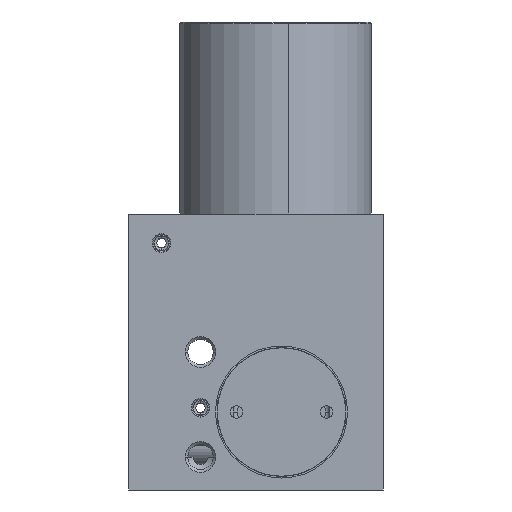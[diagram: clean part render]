
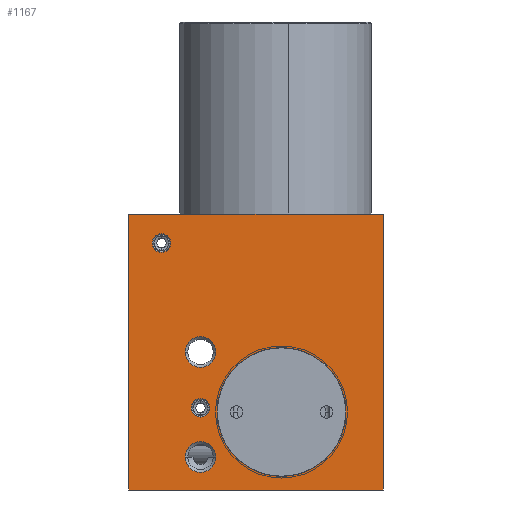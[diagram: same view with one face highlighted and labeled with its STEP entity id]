
A CAD part, left-side view. The second image highlights one B-rep face of the part: STEP entity #1167.
In plain terms, the highlighted planar face has unit normal (-1, 0, 0).
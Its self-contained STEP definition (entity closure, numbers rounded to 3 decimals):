
#1=DIRECTION('',(0.,0.,-1.));
#2=VECTOR('',#1,46.);
#3=CARTESIAN_POINT('',(-53.,0.,23.));
#4=LINE('',#3,#2);
#77=DIRECTION('',(0.,1.,0.));
#78=VECTOR('',#77,42.5);
#79=CARTESIAN_POINT('',(-53.,-42.5,-23.));
#80=LINE('',#79,#78);
#81=CARTESIAN_POINT('',(-53.,-25.5,-10.));
#82=DIRECTION('',(-1.,0.,0.));
#83=DIRECTION('',(0.,-1.,0.));
#84=AXIS2_PLACEMENT_3D('',#81,#82,#83);
#86=CARTESIAN_POINT('',(-53.,-25.5,-10.));
#87=DIRECTION('',(-1.,0.,0.));
#88=DIRECTION('',(0.,1.,0.));
#89=AXIS2_PLACEMENT_3D('',#86,#87,#88);
#91=CARTESIAN_POINT('',(-53.,-12.,-17.5));
#92=DIRECTION('',(-1.,0.,0.));
#93=DIRECTION('',(0.,1.,0.));
#94=AXIS2_PLACEMENT_3D('',#91,#92,#93);
#96=CARTESIAN_POINT('',(-53.,-12.,-17.5));
#97=DIRECTION('',(-1.,0.,0.));
#98=DIRECTION('',(0.,-1.,0.));
#99=AXIS2_PLACEMENT_3D('',#96,#97,#98);
#101=CARTESIAN_POINT('',(-53.,-12.,-9.3));
#102=DIRECTION('',(-1.,0.,0.));
#103=DIRECTION('',(0.,1.,0.));
#104=AXIS2_PLACEMENT_3D('',#101,#102,#103);
#106=CARTESIAN_POINT('',(-53.,-12.,-9.3));
#107=DIRECTION('',(-1.,0.,0.));
#108=DIRECTION('',(0.,-1.,0.));
#109=AXIS2_PLACEMENT_3D('',#106,#107,#108);
#111=CARTESIAN_POINT('',(-53.,-12.,0.));
#112=DIRECTION('',(-1.,0.,0.));
#113=DIRECTION('',(0.,1.,0.));
#114=AXIS2_PLACEMENT_3D('',#111,#112,#113);
#116=CARTESIAN_POINT('',(-53.,-12.,0.));
#117=DIRECTION('',(-1.,0.,0.));
#118=DIRECTION('',(0.,-1.,0.));
#119=AXIS2_PLACEMENT_3D('',#116,#117,#118);
#121=CARTESIAN_POINT('',(-53.,-5.5,18.15));
#122=DIRECTION('',(-1.,0.,0.));
#123=DIRECTION('',(0.,1.,0.));
#124=AXIS2_PLACEMENT_3D('',#121,#122,#123);
#126=CARTESIAN_POINT('',(-53.,-5.5,18.15));
#127=DIRECTION('',(-1.,0.,0.));
#128=DIRECTION('',(0.,-1.,0.));
#129=AXIS2_PLACEMENT_3D('',#126,#127,#128);
#131=DIRECTION('',(0.,1.,0.));
#132=VECTOR('',#131,42.5);
#133=CARTESIAN_POINT('',(-53.,-42.5,23.));
#134=LINE('',#133,#132);
#299=DIRECTION('',(0.,0.,-1.));
#300=VECTOR('',#299,46.);
#301=CARTESIAN_POINT('',(-53.,-42.5,23.));
#302=LINE('',#301,#300);
#831=CARTESIAN_POINT('',(-53.,0.,23.));
#832=CARTESIAN_POINT('',(-53.,0.,-23.));
#833=VERTEX_POINT('',#831);
#834=VERTEX_POINT('',#832);
#839=CARTESIAN_POINT('',(-53.,-42.5,23.));
#840=CARTESIAN_POINT('',(-53.,-42.5,-23.));
#841=VERTEX_POINT('',#839);
#842=VERTEX_POINT('',#840);
#891=CARTESIAN_POINT('',(-53.,-14.75,-10.));
#892=CARTESIAN_POINT('',(-53.,-36.25,-10.));
#893=VERTEX_POINT('',#891);
#894=VERTEX_POINT('',#892);
#929=CARTESIAN_POINT('',(-53.,-9.45,-17.5));
#930=VERTEX_POINT('',#929);
#933=CARTESIAN_POINT('',(-53.,-14.55,-17.5));
#934=VERTEX_POINT('',#933);
#980=CARTESIAN_POINT('',(-53.,-10.45,-9.3));
#982=VERTEX_POINT('',#980);
#984=CARTESIAN_POINT('',(-53.,-13.55,-9.3));
#986=VERTEX_POINT('',#984);
#1003=CARTESIAN_POINT('',(-53.,-9.45,0.));
#1004=VERTEX_POINT('',#1003);
#1005=CARTESIAN_POINT('',(-53.,-14.55,0.));
#1006=VERTEX_POINT('',#1005);
#1007=CARTESIAN_POINT('',(-53.,-3.95,18.15));
#1008=CARTESIAN_POINT('',(-53.,-7.05,18.15));
#1009=VERTEX_POINT('',#1007);
#1010=VERTEX_POINT('',#1008);
#1123=CARTESIAN_POINT('',(-53.,0.,-23.));
#1124=DIRECTION('',(-1.,0.,0.));
#1125=DIRECTION('',(0.,0.,1.));
#1126=AXIS2_PLACEMENT_3D('',#1123,#1124,#1125);
#1127=PLANE('',#1126);
#1128=ORIENTED_EDGE('',*,*,#1076,.F.);
#1130=ORIENTED_EDGE('',*,*,#1129,.F.);
#1132=ORIENTED_EDGE('',*,*,#1131,.T.);
#1134=ORIENTED_EDGE('',*,*,#1133,.T.);
#1135=EDGE_LOOP('',(#1128,#1130,#1132,#1134));
#1136=FACE_OUTER_BOUND('',#1135,.F.);
#1138=ORIENTED_EDGE('',*,*,#1137,.T.);
#1140=ORIENTED_EDGE('',*,*,#1139,.T.);
#1141=EDGE_LOOP('',(#1138,#1140));
#1142=FACE_BOUND('',#1141,.F.);
#1144=ORIENTED_EDGE('',*,*,#1143,.T.);
#1146=ORIENTED_EDGE('',*,*,#1145,.T.);
#1147=EDGE_LOOP('',(#1144,#1146));
#1148=FACE_BOUND('',#1147,.F.);
#1150=ORIENTED_EDGE('',*,*,#1149,.T.);
#1152=ORIENTED_EDGE('',*,*,#1151,.T.);
#1153=EDGE_LOOP('',(#1150,#1152));
#1154=FACE_BOUND('',#1153,.F.);
#1156=ORIENTED_EDGE('',*,*,#1155,.T.);
#1158=ORIENTED_EDGE('',*,*,#1157,.T.);
#1159=EDGE_LOOP('',(#1156,#1158));
#1160=FACE_BOUND('',#1159,.F.);
#1162=ORIENTED_EDGE('',*,*,#1161,.T.);
#1164=ORIENTED_EDGE('',*,*,#1163,.T.);
#1165=EDGE_LOOP('',(#1162,#1164));
#1166=FACE_BOUND('',#1165,.F.);
#85=CIRCLE('',#84,10.75);
#90=CIRCLE('',#89,10.75);
#95=CIRCLE('',#94,2.55);
#100=CIRCLE('',#99,2.55);
#105=CIRCLE('',#104,1.55);
#110=CIRCLE('',#109,1.55);
#115=CIRCLE('',#114,2.55);
#120=CIRCLE('',#119,2.55);
#125=CIRCLE('',#124,1.55);
#130=CIRCLE('',#129,1.55);
#1076=EDGE_CURVE('',#833,#834,#4,.T.);
#1129=EDGE_CURVE('',#841,#833,#134,.T.);
#1131=EDGE_CURVE('',#841,#842,#302,.T.);
#1133=EDGE_CURVE('',#842,#834,#80,.T.);
#1137=EDGE_CURVE('',#894,#893,#85,.T.);
#1139=EDGE_CURVE('',#893,#894,#90,.T.);
#1143=EDGE_CURVE('',#930,#934,#95,.T.);
#1145=EDGE_CURVE('',#934,#930,#100,.T.);
#1149=EDGE_CURVE('',#982,#986,#105,.T.);
#1151=EDGE_CURVE('',#986,#982,#110,.T.);
#1155=EDGE_CURVE('',#1004,#1006,#115,.T.);
#1157=EDGE_CURVE('',#1006,#1004,#120,.T.);
#1161=EDGE_CURVE('',#1009,#1010,#125,.T.);
#1163=EDGE_CURVE('',#1010,#1009,#130,.T.);
#1167=ADVANCED_FACE('',(#1136,#1142,#1148,#1154,#1160,#1166),#1127,.T.);
